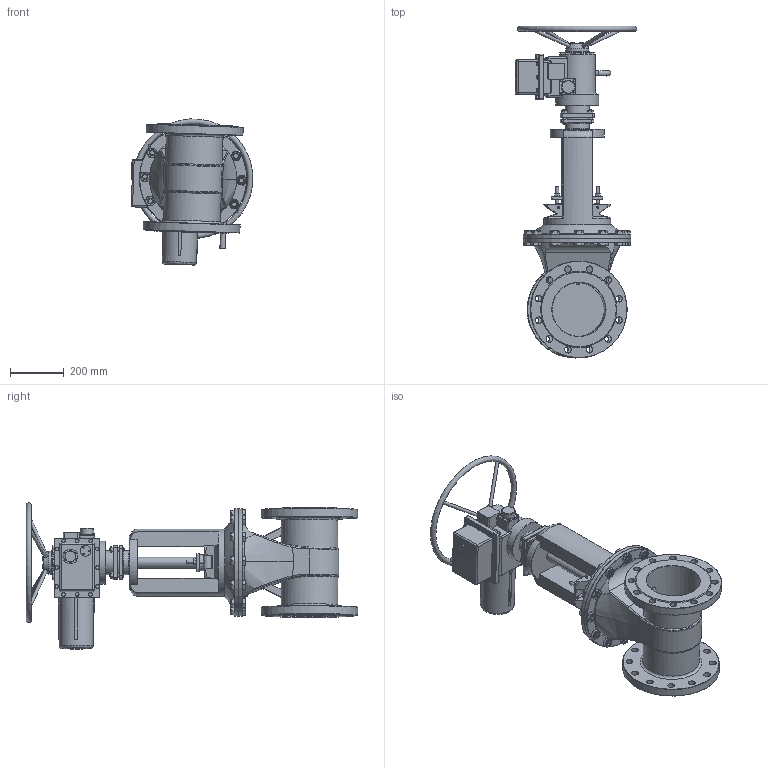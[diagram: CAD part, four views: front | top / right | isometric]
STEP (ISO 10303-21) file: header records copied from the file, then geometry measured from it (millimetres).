
FILE_DESCRIPTION(/* description */ (''),/* implementation_level */ '2;1');
FILE_NAME(/* name */ 'DN200_3D_STEP.stp',/* time_stamp */ '2024-01-16T21:03:13+03:00',/* author */ ('Рязанов И.А.'),/* organization */ (''),/* preprocessor_version */ 'ST-DEVELOPER v19.2',/* originating_system */ 'Autodesk Inventor 2023',/* authorisation */ '');
FILE_SCHEMA (('AUTOMOTIVE_DESIGN { 1 0 10303 214 3 1 1 }'));
Length unit declared in the file: millimetre
Products named in the file (15): Сборка; Сборка_Двигатель; Деталь2; AS 1110 - M4 x 8; AS 1110 - M2,5 x 6; AS 1110 - M10 x 16; AS 1420 - 1973 - M10 x 16; AS 1110 - M8 x 12; AS 1421 - M12 x 50 засверленный 
конец; Сборка_Чертежная; Деталь1; AS 1110 - M20 x 35; ISO 4035 - M20; ISO 4035 - M22; ANSI B18.2.4.2M - M12x1,75
Assembly tree (98 placements, depth 3):
  Сборка
    Сборка_Двигатель
      Деталь2
      AS 1110 - M10 x 16  x8
      AS 1110 - M4 x 8  x8
      AS 1110 - M2,5 x 6  x9
      AS 1420 - 1973 - M10 x 16  x4
      AS 1110 - M8 x 12  x24
    AS 1421 - M12 x 50 засверленный 
конец  x4
    ANSI B18.2.4.2M - M12x1,75  x4
    Сборка_Чертежная
      Деталь1
      AS 1110 - M20 x 35  x12
      ISO 4035 - M20  x7
      ISO 4035 - M22  x12
      ANSI B18.2.4.2M - M12x1,75  x2
Bounding box: 452.53 x 1234.19 x 543.47 mm (x, y, z)
Volume: 42134455.8 mm3; surface area: 2552327.1 mm2
Topology: 96 solids, 102 shells, 2875 faces, 6422 edges, 3885 vertices
Faces by surface type: plane 1505, cone 819, cylinder 441, bspline 60, torus 41, sphere 9
Full cylindrical faces by diameter (mm): 2.5 x9, 3 x9, 4 x8, 5 x21, 7 x8, 7.8 x4, 8 x26, 10 x31, 10.106 x6, 12 x28, 13 x24, 16 x12, 17.294 x7, 19.294 x12, 20 x14, 23 x24, 25 x24, 30 x14, 40 x3, 44.558 x2, 45 x1, 50 x1, 55 x1, 60 x1, 70 x1, 80 x1, 85 x1, 89 x1, 90 x3, 108 x1
Entity records: 32985 total; most frequent: CARTESIAN_POINT 9310, DIRECTION 4774, ORIENTED_EDGE 4474, EDGE_CURVE 2237, AXIS2_PLACEMENT_3D 1901, VERTEX_POINT 1428, EDGE_LOOP 1177, LINE 972
